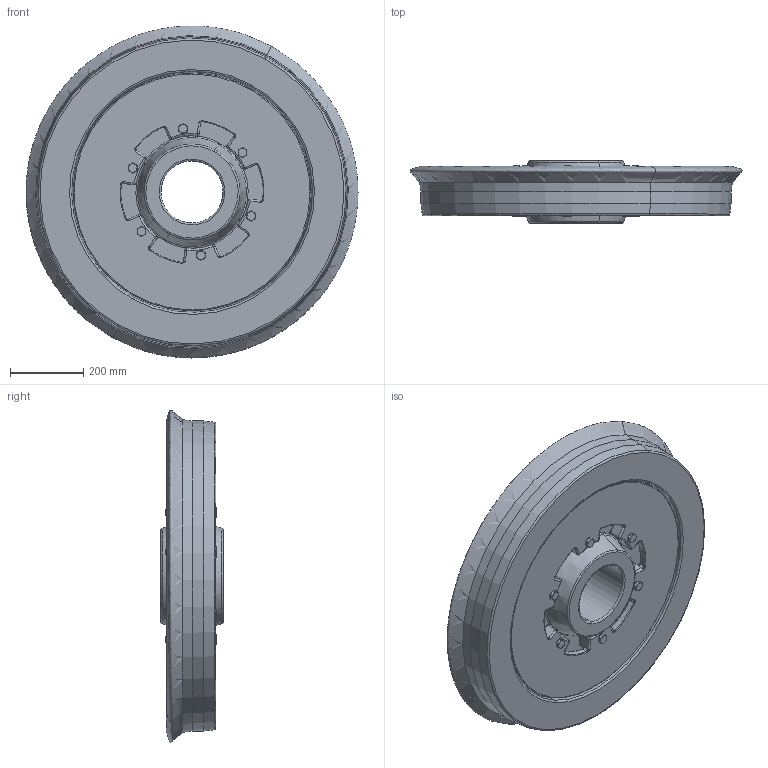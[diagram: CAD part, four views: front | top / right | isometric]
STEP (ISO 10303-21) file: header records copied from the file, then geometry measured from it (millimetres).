
FILE_DESCRIPTION(('CATIA V5 STEP Exchange'),'2;1');
FILE_NAME('Rad_assy.stp','2026-03-02T09:29:17+00:00',('none'),('none'),'CATIA Version 5 Release 21 SP 6 (IN-10)','CATIA V5 STEP AP203','none');
FILE_SCHEMA(('CONFIG_CONTROL_DESIGN'));
Length unit declared in the file: millimetre
Products named in the file (1): Rad_assy
Assembly tree (27 placements, depth 2):
  Rad_assy
    #57
    #1647  x6
    #1891  x2
    #35873  x6
    #36512  x6
    #37402  x6
Bounding box: 908.38 x 170 x 908.38 mm (x, y, z)
Volume: 58522196.8 mm3; surface area: 3201054 mm2
Topology: 27 solids, 27 shells, 2844 faces, 6470 edges, 3366 vertices
Faces by surface type: cylinder 1186, plane 580, torus 510, sphere 360, cone 134, bspline 72, revolution 2
Entity records: 38070 total; most frequent: CARTESIAN_POINT 11253, ORIENTED_EDGE 5538, DIRECTION 4960, EDGE_CURVE 2769, AXIS2_PLACEMENT_3D 2667, VERTEX_POINT 1522, CIRCLE 1499, EDGE_LOOP 1379
